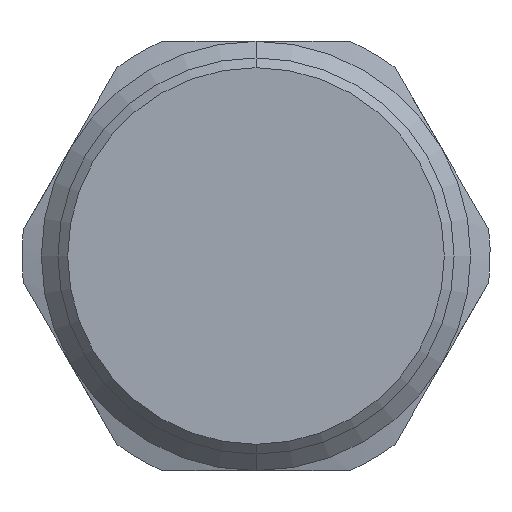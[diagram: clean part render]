
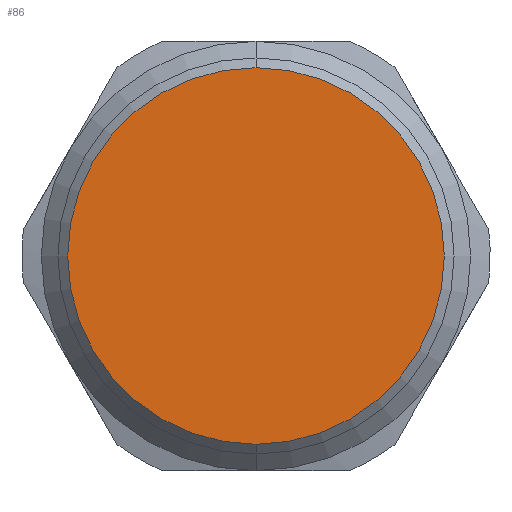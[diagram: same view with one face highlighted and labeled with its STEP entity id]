
A CAD part, front view. The second image highlights one B-rep face of the part: STEP entity #86.
In plain terms, the highlighted planar face has unit normal (0, -1, 0).
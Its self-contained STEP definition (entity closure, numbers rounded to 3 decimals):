
#77 = EDGE_CURVE ( 'NONE', #330, #329, #953, .T. ) ;
#78 = ORIENTED_EDGE ( 'NONE', *, *, #328, .T. ) ;
#86 = ADVANCED_FACE ( 'NONE', ( #869 ), #875, .F. ) ;
#87 = EDGE_LOOP ( 'NONE', ( #88, #78 ) ) ;
#88 = ORIENTED_EDGE ( 'NONE', *, *, #77, .T. ) ;
#328 = EDGE_CURVE ( 'NONE', #329, #330, #1212, .T. ) ;
#329 = VERTEX_POINT ( 'NONE', #1203 ) ;
#330 = VERTEX_POINT ( 'NONE', #1202 ) ;
#810 = DIRECTION ( 'NONE',  ( 0., 0., 1. ) ) ;
#811 = DIRECTION ( 'NONE',  ( 0., -1., 0. ) ) ;
#869 = FACE_OUTER_BOUND ( 'NONE', #87, .T. ) ;
#875 = PLANE ( 'NONE',  #908 ) ;
#892 = AXIS2_PLACEMENT_3D ( 'NONE', #952, #811, #810 ) ;
#905 = DIRECTION ( 'NONE',  ( 0., 0., 1. ) ) ;
#906 = DIRECTION ( 'NONE',  ( 0., 1., 0. ) ) ;
#907 = CARTESIAN_POINT ( 'NONE',  ( 0., -36.5, 0. ) ) ;
#908 = AXIS2_PLACEMENT_3D ( 'NONE', #907, #906, #905 ) ;
#952 = CARTESIAN_POINT ( 'NONE',  ( 0., -36.5, 0. ) ) ;
#953 = CIRCLE ( 'NONE', #892, 9.65 ) ;
#1202 = CARTESIAN_POINT ( 'NONE',  ( 0., -36.5, 9.65 ) ) ;
#1203 = CARTESIAN_POINT ( 'NONE',  ( 0., -36.5, -9.65 ) ) ;
#1204 = DIRECTION ( 'NONE',  ( 0., 0., 1. ) ) ;
#1205 = DIRECTION ( 'NONE',  ( 0., -1., 0. ) ) ;
#1206 = CARTESIAN_POINT ( 'NONE',  ( 0., -36.5, 0. ) ) ;
#1207 = AXIS2_PLACEMENT_3D ( 'NONE', #1206, #1205, #1204 ) ;
#1212 = CIRCLE ( 'NONE', #1207, 9.65 ) ;
